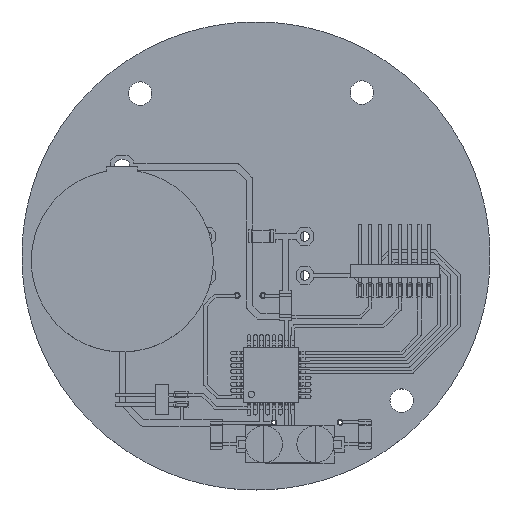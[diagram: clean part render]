
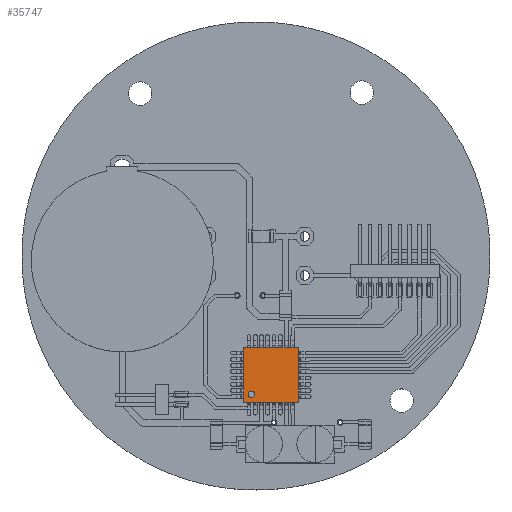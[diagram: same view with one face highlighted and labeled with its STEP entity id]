
A CAD part, top view. The second image highlights one B-rep face of the part: STEP entity #35747.
In plain terms, the highlighted planar face has unit normal (0, 0, 1).
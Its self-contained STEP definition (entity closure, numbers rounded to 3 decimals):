
#35650=CARTESIAN_POINT('',(15.565,28.885,2.435));
#35651=VERTEX_POINT('',#35650);
#35652=CARTESIAN_POINT('',(8.565,28.885,2.435));
#35653=VERTEX_POINT('',#35652);
#35654=CARTESIAN_POINT('',(15.565,35.885,2.435));
#35655=VERTEX_POINT('',#35654);
#35656=CARTESIAN_POINT('',(8.565,35.885,2.435));
#35657=VERTEX_POINT('',#35656);
#35670=DIRECTION('',(0.,7.,0.));
#35671=VECTOR('',#35670,1.);
#35672=LINE('',#35650,#35671);
#35673=DIRECTION('',(0.,7.,0.));
#35674=VECTOR('',#35673,1.);
#35675=LINE('',#35652,#35674);
#35688=DIRECTION('',(-7.,0.,0.));
#35689=VECTOR('',#35688,1.);
#35690=LINE('',#35650,#35689);
#35691=DIRECTION('',(-7.,0.,0.));
#35692=VECTOR('',#35691,1.);
#35693=LINE('',#35654,#35692);
#35712=EDGE_CURVE('',#35651,#35655,#35672,.T.);
#35713=ORIENTED_EDGE('',*,*,#35712,.T.);
#35715=EDGE_CURVE('',#35653,#35657,#35675,.T.);
#35717=ORIENTED_EDGE('',*,*,#35715,.F.);
#35718=EDGE_CURVE('',#35651,#35653,#35690,.T.);
#35720=ORIENTED_EDGE('',*,*,#35718,.F.);
#35727=EDGE_CURVE('',#35655,#35657,#35693,.T.);
#35728=ORIENTED_EDGE('',*,*,#35727,.T.);
#35742=EDGE_LOOP('',(#35720,#35713,#35728,#35717));
#35743=FACE_OUTER_BOUND('',#35742,.T.);
#35744=DIRECTION('',(0.,0.,1.45));
#35745=AXIS2_PLACEMENT_3D('',#35650,#35744,$);
#35746=PLANE('',#35745);
#35747=ADVANCED_FACE('',(#35743),#35746,.T.);
